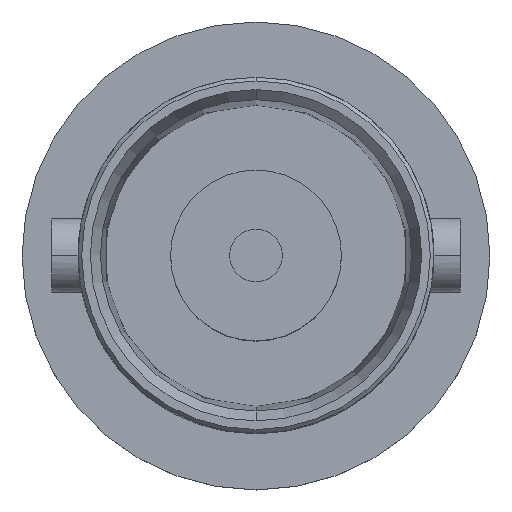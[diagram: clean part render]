
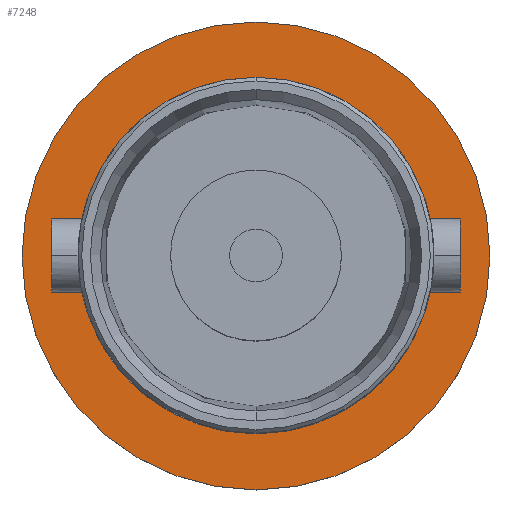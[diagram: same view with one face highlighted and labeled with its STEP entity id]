
A CAD part, top view. The second image highlights one B-rep face of the part: STEP entity #7248.
In plain terms, the highlighted planar face has unit normal (0, 0, 1).
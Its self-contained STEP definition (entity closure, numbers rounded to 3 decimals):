
#800=CARTESIAN_POINT('',(0.,0.,-10.8));
#801=DIRECTION('',(0.,0.,1.));
#802=DIRECTION('',(0.,-1.,0.));
#803=AXIS2_PLACEMENT_3D('',#800,#801,#802);
#805=CARTESIAN_POINT('',(0.,0.,-10.8));
#806=DIRECTION('',(0.,0.,-1.));
#807=DIRECTION('',(0.,-1.,0.));
#808=AXIS2_PLACEMENT_3D('',#805,#806,#807);
#810=CARTESIAN_POINT('',(0.,0.,-10.8));
#811=DIRECTION('',(0.,0.,-1.));
#812=DIRECTION('',(0.,-1.,0.));
#813=AXIS2_PLACEMENT_3D('',#810,#811,#812);
#819=CARTESIAN_POINT('',(0.,0.,-10.8));
#820=DIRECTION('',(0.,0.,1.));
#821=DIRECTION('',(0.,-1.,0.));
#822=AXIS2_PLACEMENT_3D('',#819,#820,#821);
#6218=CARTESIAN_POINT('',(0.,-6.3,-10.8));
#6220=VERTEX_POINT('',#6218);
#6230=CARTESIAN_POINT('',(0.,6.3,-10.8));
#6232=VERTEX_POINT('',#6230);
#6239=CARTESIAN_POINT('',(0.,-4.793,-10.8));
#6241=VERTEX_POINT('',#6239);
#6243=CARTESIAN_POINT('',(0.,4.793,-10.8));
#6245=VERTEX_POINT('',#6243);
#7233=CARTESIAN_POINT('',(0.,0.,-10.8));
#7234=DIRECTION('',(0.,0.,-1.));
#7235=DIRECTION('',(0.,-1.,0.));
#7236=AXIS2_PLACEMENT_3D('',#7233,#7234,#7235);
#7237=PLANE('',#7236);
#7239=ORIENTED_EDGE('',*,*,#7238,.T.);
#7241=ORIENTED_EDGE('',*,*,#7240,.F.);
#7242=EDGE_LOOP('',(#7239,#7241));
#7243=FACE_OUTER_BOUND('',#7242,.F.);
#7244=ORIENTED_EDGE('',*,*,#6975,.T.);
#7245=ORIENTED_EDGE('',*,*,#6915,.F.);
#7246=EDGE_LOOP('',(#7244,#7245));
#7247=FACE_BOUND('',#7246,.F.);
#804=CIRCLE('',#803,4.793);
#809=CIRCLE('',#808,4.793);
#814=CIRCLE('',#813,6.3);
#823=CIRCLE('',#822,6.3);
#6915=EDGE_CURVE('',#6241,#6245,#809,.T.);
#6975=EDGE_CURVE('',#6241,#6245,#804,.T.);
#7238=EDGE_CURVE('',#6220,#6232,#814,.T.);
#7240=EDGE_CURVE('',#6220,#6232,#823,.T.);
#7248=ADVANCED_FACE('',(#7243,#7247),#7237,.F.);
